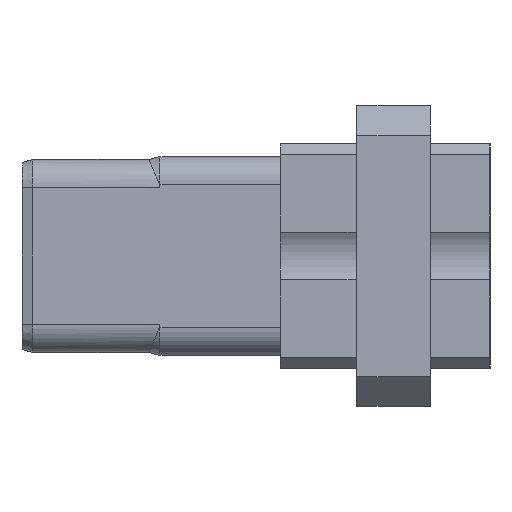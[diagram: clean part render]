
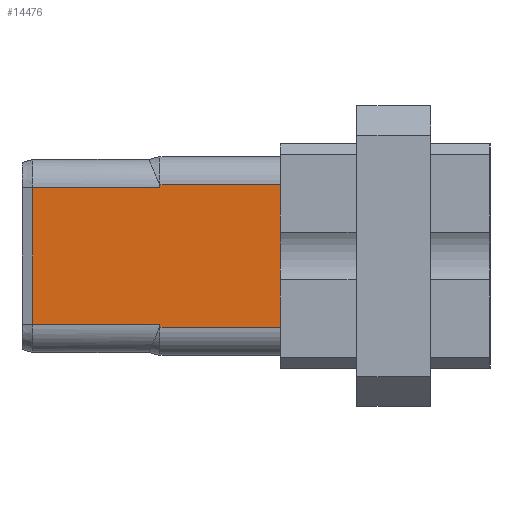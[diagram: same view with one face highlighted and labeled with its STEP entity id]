
A CAD part, left-side view. The second image highlights one B-rep face of the part: STEP entity #14476.
In plain terms, the highlighted planar face has unit normal (-1, 0, 0).
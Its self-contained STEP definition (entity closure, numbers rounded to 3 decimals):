
#591=DIRECTION('',(0.,0.,1.));
#592=VECTOR('',#591,9.61);
#593=CARTESIAN_POINT('',(-36.155,0.,-4.805));
#594=LINE('',#593,#592);
#3509=DIRECTION('',(0.,0.,1.));
#3510=VECTOR('',#3509,9.213);
#3511=CARTESIAN_POINT('',(-36.155,16.67,
-4.607));
#3512=LINE('',#3511,#3510);
#3513=DIRECTION('',(0.,0.,1.));
#3514=VECTOR('',#3513,0.198);
#3515=CARTESIAN_POINT('',(-36.155,8.11,4.607));
#3516=LINE('',#3515,#3514);
#3517=DIRECTION('',(0.,0.,1.));
#3518=VECTOR('',#3517,0.198);
#3519=CARTESIAN_POINT('',(-36.155,8.11,
-4.805));
#3520=LINE('',#3519,#3518);
#3521=DIRECTION('',(0.,1.,0.));
#3522=VECTOR('',#3521,8.56);
#3523=CARTESIAN_POINT('',(-36.155,8.11,-4.607));
#3524=LINE('',#3523,#3522);
#3530=DIRECTION('',(0.,1.,0.));
#3531=VECTOR('',#3530,8.56);
#3532=CARTESIAN_POINT('',(-36.155,8.11,4.607));
#3533=LINE('',#3532,#3531);
#3615=DIRECTION('',(0.,1.,0.));
#3616=VECTOR('',#3615,8.11);
#3617=CARTESIAN_POINT('',(-36.155,0.,4.805));
#3618=LINE('',#3617,#3616);
#3619=CARTESIAN_POINT('',(-36.155,8.11,4.607));
#3631=DIRECTION('',(0.,1.,0.));
#3632=VECTOR('',#3631,8.11);
#3633=CARTESIAN_POINT('',(-36.155,0.,-4.805));
#3634=LINE('',#3633,#3632);
#3665=CARTESIAN_POINT('',(-36.155,8.11,-4.607));
#7867=CARTESIAN_POINT('',(-36.155,0.,-4.805));
#7869=VERTEX_POINT('',#7867);
#7872=CARTESIAN_POINT('',(-36.155,0.,4.805));
#7874=VERTEX_POINT('',#7872);
#10008=CARTESIAN_POINT('',(-36.155,8.11,-4.805));
#10009=VERTEX_POINT('',#10008);
#10010=CARTESIAN_POINT('',(-36.155,8.11,4.805));
#10012=VERTEX_POINT('',#10010);
#10118=VERTEX_POINT('',#3665);
#10119=VERTEX_POINT('',#3619);
#10184=CARTESIAN_POINT('',(-36.155,16.67,-4.607));
#10185=VERTEX_POINT('',#10184);
#10188=CARTESIAN_POINT('',(-36.155,16.67,
4.607));
#10189=VERTEX_POINT('',#10188);
#14456=CARTESIAN_POINT('',(-36.155,0.,-6.705));
#14457=DIRECTION('',(-1.,0.,0.));
#14458=DIRECTION('',(0.,0.,1.));
#14459=AXIS2_PLACEMENT_3D('',#14456,#14457,#14458);
#14460=PLANE('',#14459);
#14461=ORIENTED_EDGE('',*,*,#14325,.T.);
#14463=ORIENTED_EDGE('',*,*,#14462,.F.);
#14465=ORIENTED_EDGE('',*,*,#14464,.T.);
#14467=ORIENTED_EDGE('',*,*,#14466,.F.);
#14468=ORIENTED_EDGE('',*,*,#11045,.F.);
#14470=ORIENTED_EDGE('',*,*,#14469,.T.);
#14472=ORIENTED_EDGE('',*,*,#14471,.T.);
#14473=ORIENTED_EDGE('',*,*,#14446,.T.);
#14474=EDGE_LOOP('',(#14461,#14463,#14465,#14467,#14468,#14470,#14472,#14473));
#14475=FACE_OUTER_BOUND('',#14474,.F.);
#14476=ADVANCED_FACE('',(#14475),#14460,.T.);
#11045=EDGE_CURVE('',#7869,#7874,#594,.T.);
#14325=EDGE_CURVE('',#10185,#10189,#3512,.T.);
#14446=EDGE_CURVE('',#10118,#10185,#3524,.T.);
#14462=EDGE_CURVE('',#10119,#10189,#3533,.T.);
#14464=EDGE_CURVE('',#10119,#10012,#3516,.T.);
#14466=EDGE_CURVE('',#7874,#10012,#3618,.T.);
#14469=EDGE_CURVE('',#7869,#10009,#3634,.T.);
#14471=EDGE_CURVE('',#10009,#10118,#3520,.T.);
